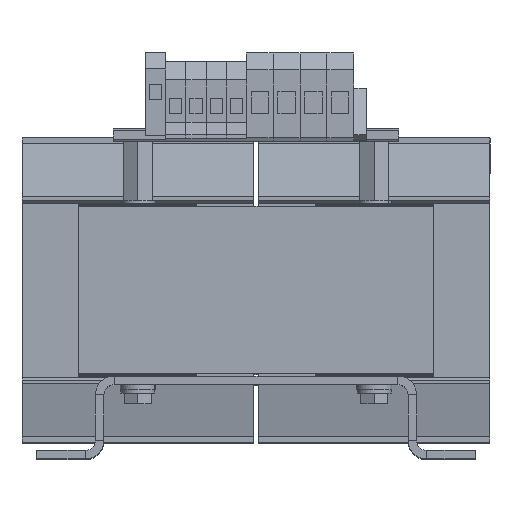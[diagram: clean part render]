
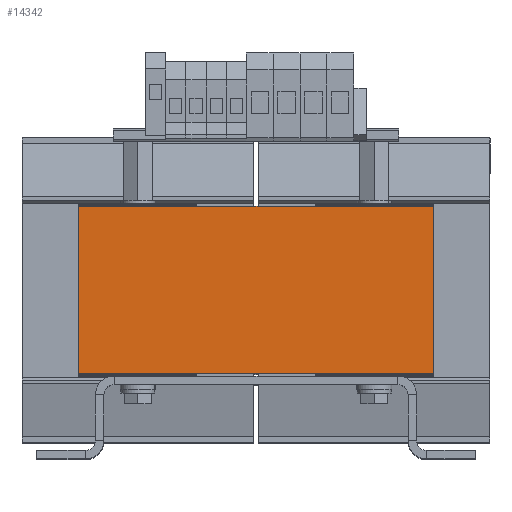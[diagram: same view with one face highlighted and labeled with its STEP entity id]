
A CAD part, top view. The second image highlights one B-rep face of the part: STEP entity #14342.
In plain terms, the highlighted planar face has unit normal (0, 0, 1).
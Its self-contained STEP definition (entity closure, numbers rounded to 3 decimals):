
#1837 = CARTESIAN_POINT ( 'NONE',  ( -105., 49.5, 175.001 ) ) ;
#2063 = LINE ( 'NONE', #8633, #17825 ) ;
#2416 = FACE_OUTER_BOUND ( 'NONE', #8173, .T. ) ;
#2715 = AXIS2_PLACEMENT_3D ( 'NONE', #4401, #11975, #8872 ) ;
#2860 = PLANE ( 'NONE',  #2715 ) ;
#3678 = EDGE_CURVE ( 'Defeature ausgef�hrt3_488+Defeature ausgef�hrt3_485+Defeature ausgef�hrt3_487+Defeature ausgef�hrt3_489', #6277, #5962, #16842, .T. ) ;
#3841 = ORIENTED_EDGE ( 'NONE', *, *, #6853, .T. ) ;
#4401 = CARTESIAN_POINT ( 'NONE',  ( -105., -49.5, 175.001 ) ) ;
#4664 = VECTOR ( 'NONE', #17889, 1000. ) ;
#5846 = CARTESIAN_POINT ( 'NONE',  ( 105., -49.5, 175.001 ) ) ;
#5962 = VERTEX_POINT ( 'NONE', #1837 ) ;
#6277 = VERTEX_POINT ( 'NONE', #17972 ) ;
#6853 = EDGE_CURVE ( 'Defeature ausgef�hrt3_488+Defeature ausgef�hrt3_487+Defeature ausgef�hrt3_486+Defeature ausgef�hrt3_485', #13750, #6277, #19244, .T. ) ;
#7332 = ORIENTED_EDGE ( 'NONE', *, *, #18353, .F. ) ;
#8173 = EDGE_LOOP ( 'NONE', ( #14730, #18562, #7332, #3841 ) ) ;
#8438 = CARTESIAN_POINT ( 'NONE',  ( -105., -49.5, 175.001 ) ) ;
#8440 = DIRECTION ( 'NONE',  ( -1., 0., 0. ) ) ;
#8633 = CARTESIAN_POINT ( 'NONE',  ( -105., -49.5, 175.001 ) ) ;
#8872 = DIRECTION ( 'NONE',  ( 0., 1., 0. ) ) ;
#8900 = DIRECTION ( 'NONE',  ( 0., 1., 0. ) ) ;
#9837 = EDGE_CURVE ( 'Defeature ausgef�hrt3_489+Defeature ausgef�hrt3_488+Defeature ausgef�hrt3_486+Defeature ausgef�hrt3_485', #12451, #5962, #16966, .T. ) ;
#11937 = CARTESIAN_POINT ( 'NONE',  ( -105., 49.5, 175.001 ) ) ;
#11975 = DIRECTION ( 'NONE',  ( 0., 0., -1. ) ) ;
#12151 = CARTESIAN_POINT ( 'NONE',  ( 105., -49.5, 175.001 ) ) ;
#12410 = VECTOR ( 'NONE', #8900, 1000. ) ;
#12451 = VERTEX_POINT ( 'NONE', #8438 ) ;
#12935 = VECTOR ( 'NONE', #19533, 1000. ) ;
#13750 = VERTEX_POINT ( 'NONE', #12151 ) ;
#14342 = ADVANCED_FACE ( 'Defeature ausgef�hrt3_488', ( #2416 ), #2860, .F. ) ;
#14730 = ORIENTED_EDGE ( 'NONE', *, *, #3678, .T. ) ;
#16569 = CARTESIAN_POINT ( 'NONE',  ( -105., -49.5, 175.001 ) ) ;
#16842 = LINE ( 'NONE', #11937, #4664 ) ;
#16966 = LINE ( 'NONE', #16569, #12935 ) ;
#17825 = VECTOR ( 'NONE', #8440, 1000. ) ;
#17889 = DIRECTION ( 'NONE',  ( -1., 0., 0. ) ) ;
#17972 = CARTESIAN_POINT ( 'NONE',  ( 105., 49.5, 175.001 ) ) ;
#18353 = EDGE_CURVE ( 'Defeature ausgef�hrt3_486+Defeature ausgef�hrt3_488+Defeature ausgef�hrt3_487+Defeature ausgef�hrt3_489', #13750, #12451, #2063, .T. ) ;
#18562 = ORIENTED_EDGE ( 'NONE', *, *, #9837, .F. ) ;
#19244 = LINE ( 'NONE', #5846, #12410 ) ;
#19533 = DIRECTION ( 'NONE',  ( 0., 1., 0. ) ) ;
